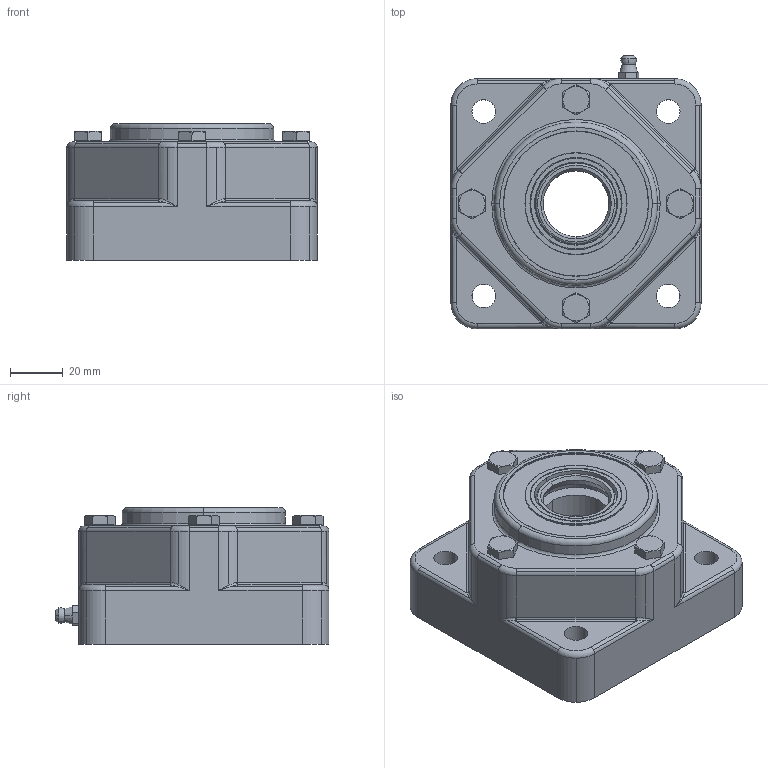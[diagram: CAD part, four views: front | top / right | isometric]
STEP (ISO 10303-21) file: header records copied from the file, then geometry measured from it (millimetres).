
FILE_DESCRIPTION((''),'2;1');
FILE_NAME('NG25-F4-O.stp','2006-01-15T20:09:38',('Thomas'),(''),'Autodesk Inventor 9','Autodesk Inventor 9','');
FILE_SCHEMA(('AUTOMOTIVE_DESIGN { 1 0 10303 214 1 1 1 1 }'));
Length unit declared in the file: millimetre
Products named in the file (1): NG25-F4-O
Bounding box: 95 x 104 x 52 mm (x, y, z)
Volume: 291262.4 mm3; surface area: 68489.3 mm2
Topology: 1 solids, 17 shells, 524 faces, 1266 edges, 753 vertices
Faces by surface type: cylinder 172, plane 111, bspline 101, cone 82, torus 50, sphere 8
Entity records: 18050 total; most frequent: CARTESIAN_POINT 6055, DIRECTION 2657, ORIENTED_EDGE 2450, EDGE_CURVE 1225, AXIS2_PLACEMENT_3D 1123, VERTEX_POINT 745, CIRCLE 699, EDGE_LOOP 598
